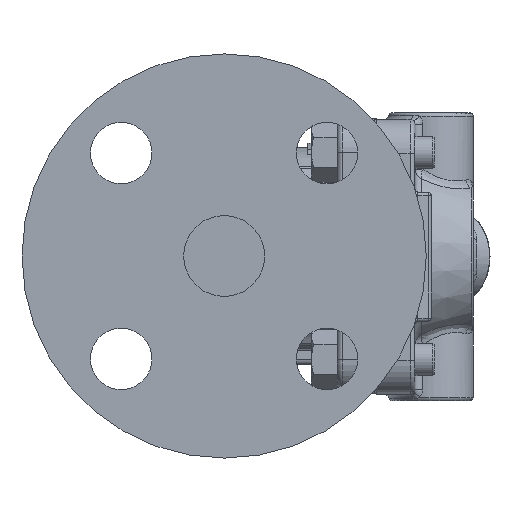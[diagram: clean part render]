
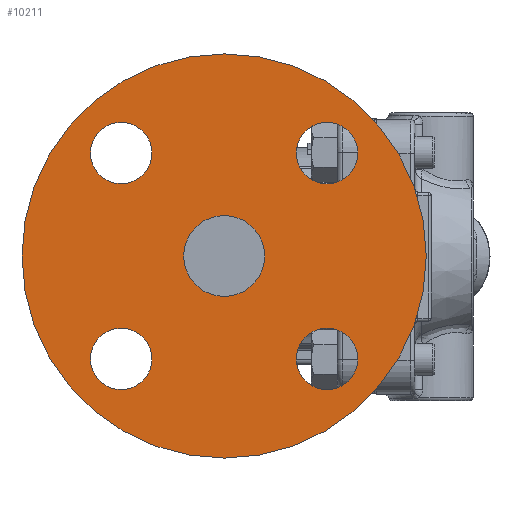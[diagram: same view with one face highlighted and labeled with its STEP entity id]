
A CAD part, left-side view. The second image highlights one B-rep face of the part: STEP entity #10211.
In plain terms, the highlighted planar face has unit normal (-1, 0, 0).
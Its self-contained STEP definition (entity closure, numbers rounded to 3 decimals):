
#753=FACE_BOUND('',#3327,.T.);
#754=FACE_BOUND('',#3328,.T.);
#755=FACE_BOUND('',#3329,.T.);
#756=FACE_BOUND('',#3330,.T.);
#757=FACE_BOUND('',#3331,.T.);
#2669=FACE_OUTER_BOUND('',#3326,.T.);
#3326=EDGE_LOOP('',(#9290));
#3327=EDGE_LOOP('',(#9291));
#3328=EDGE_LOOP('',(#9292));
#3329=EDGE_LOOP('',(#9293));
#3330=EDGE_LOOP('',(#9294));
#3331=EDGE_LOOP('',(#9295));
#3823=CIRCLE('',#11265,62.5);
#3824=CIRCLE('',#11266,9.5);
#3825=CIRCLE('',#11267,9.5);
#3826=CIRCLE('',#11268,9.5);
#3827=CIRCLE('',#11269,12.5);
#3828=CIRCLE('',#11270,9.5);
#4766=VERTEX_POINT('',#22941);
#4767=VERTEX_POINT('',#22943);
#4768=VERTEX_POINT('',#22945);
#4769=VERTEX_POINT('',#22947);
#4770=VERTEX_POINT('',#22949);
#4771=VERTEX_POINT('',#22951);
#6280=EDGE_CURVE('',#4766,#4766,#3823,.T.);
#6281=EDGE_CURVE('',#4767,#4767,#3824,.T.);
#6282=EDGE_CURVE('',#4768,#4768,#3825,.T.);
#6283=EDGE_CURVE('',#4769,#4769,#3826,.T.);
#6284=EDGE_CURVE('',#4770,#4770,#3827,.T.);
#6285=EDGE_CURVE('',#4771,#4771,#3828,.T.);
#9290=ORIENTED_EDGE('',*,*,#6280,.F.);
#9291=ORIENTED_EDGE('',*,*,#6281,.T.);
#9292=ORIENTED_EDGE('',*,*,#6282,.T.);
#9293=ORIENTED_EDGE('',*,*,#6283,.T.);
#9294=ORIENTED_EDGE('',*,*,#6284,.T.);
#9295=ORIENTED_EDGE('',*,*,#6285,.T.);
#9602=PLANE('',#11264);
#10211=ADVANCED_FACE('',(#2669,#753,#754,#755,#756,#757),#9602,.F.);
#11264=AXIS2_PLACEMENT_3D('',#22940,#13849,#13850);
#11265=AXIS2_PLACEMENT_3D('',#22942,#13851,#13852);
#11266=AXIS2_PLACEMENT_3D('',#22944,#13853,#13854);
#11267=AXIS2_PLACEMENT_3D('',#22946,#13855,#13856);
#11268=AXIS2_PLACEMENT_3D('',#22948,#13857,#13858);
#11269=AXIS2_PLACEMENT_3D('',#22950,#13859,#13860);
#11270=AXIS2_PLACEMENT_3D('',#22952,#13861,#13862);
#13849=DIRECTION('center_axis',(1.,0.,0.));
#13850=DIRECTION('ref_axis',(0.,0.,
-1.));
#13851=DIRECTION('center_axis',(1.,0.,0.));
#13852=DIRECTION('ref_axis',(0.,0.,
-1.));
#13853=DIRECTION('center_axis',(1.,0.,0.));
#13854=DIRECTION('ref_axis',(0.,1.,0.));
#13855=DIRECTION('center_axis',(1.,0.,0.));
#13856=DIRECTION('ref_axis',(0.,0.,
-1.));
#13857=DIRECTION('center_axis',(1.,0.,0.));
#13858=DIRECTION('ref_axis',(0.,-1.,0.));
#13859=DIRECTION('center_axis',(1.,0.,0.));
#13860=DIRECTION('ref_axis',(0.,0.,
1.));
#13861=DIRECTION('center_axis',(1.,0.,0.));
#13862=DIRECTION('ref_axis',(0.,0.,
1.));
#22940=CARTESIAN_POINT('Origin',(-112.917,9.049,2.752));
#22941=CARTESIAN_POINT('',(-112.917,9.049,65.252));
#22942=CARTESIAN_POINT('Origin',(-112.917,9.049,2.752));
#22943=CARTESIAN_POINT('',(-112.917,-32.271,-29.067));
#22944=CARTESIAN_POINT('Origin',(-112.917,-22.771,-29.067));
#22945=CARTESIAN_POINT('',(-112.917,-22.771,44.072));
#22946=CARTESIAN_POINT('Origin',(-112.917,-22.771,34.572));
#22947=CARTESIAN_POINT('',(-112.917,50.369,34.572));
#22948=CARTESIAN_POINT('Origin',(-112.917,40.869,34.572));
#22949=CARTESIAN_POINT('',(-112.917,9.049,-9.748));
#22950=CARTESIAN_POINT('Origin',(-112.917,9.049,2.752));
#22951=CARTESIAN_POINT('',(-112.917,40.869,-38.567));
#22952=CARTESIAN_POINT('Origin',(-112.917,40.869,-29.067));
